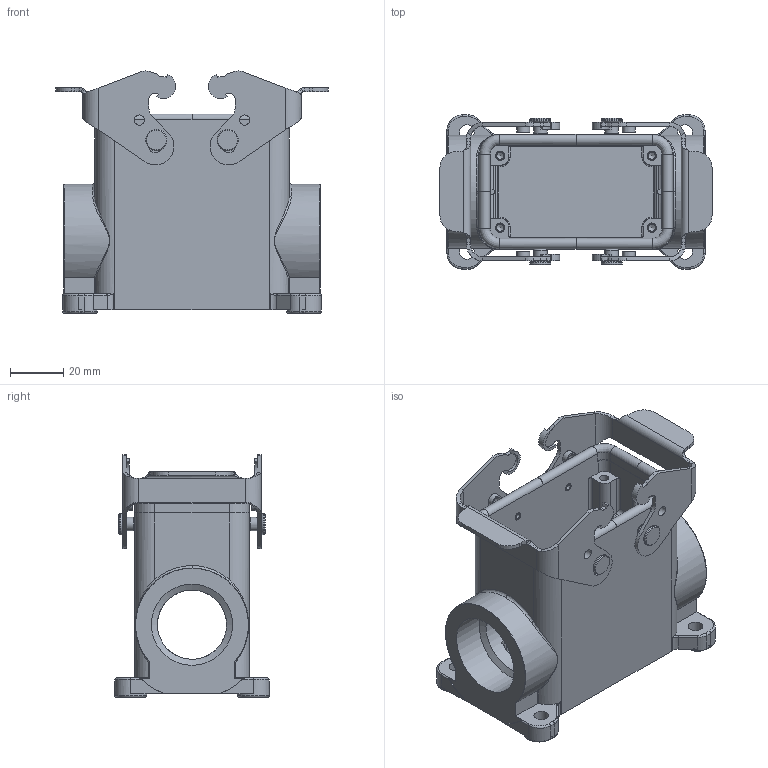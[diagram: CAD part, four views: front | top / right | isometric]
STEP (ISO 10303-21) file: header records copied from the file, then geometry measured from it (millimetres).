
FILE_DESCRIPTION(/* description */ (''),/* implementation_level */ '2;1');
FILE_NAME(/* name */ 'C146_10N010_600_2.stp',/* time_stamp */ '2015-11-05T09:56:29+01:00',/* author */ (''),/* organization */ (''),/* preprocessor_version */ 'ST-DEVELOPER v15',/* originating_system */ 'SIEMENS PLM Software NX 9.0',/* authorisation */ '');
FILE_SCHEMA (('AP203_CONFIGURATION_CONTROLLED_3D_DESIGN_OF_MECHANICAL_PARTS_AND_ASSEMBLIES_MIM_LF { 1 0 10303 403 2 1 2}'));
Length unit declared in the file: millimetre
Products named in the file (1): jens17D8E3FFc10t
Bounding box: 102.2 x 58 x 91 mm (x, y, z)
Volume: 109278.1 mm3; surface area: 55291.7 mm2
Topology: 1 solids, 4 shells, 607 faces, 1568 edges, 980 vertices
Faces by surface type: cylinder 230, plane 223, bspline 104, cone 26, torus 16, revolution 4, extrusion 4
Full cylindrical faces by diameter (mm): 2.78 x4, 2.95 x4, 3 x4, 3.5 x4, 3.8 x4, 4.9 x4, 5.1 x4, 5.5 x4, 8 x4, 26 x2, 30.5 x2
Entity records: 21836 total; most frequent: CARTESIAN_POINT 7955, ORIENTED_EDGE 2892, DIRECTION 2734, EDGE_CURVE 1446, AXIS2_PLACEMENT_3D 1014, VERTEX_POINT 952, EDGE_LOOP 738, VECTOR 702
